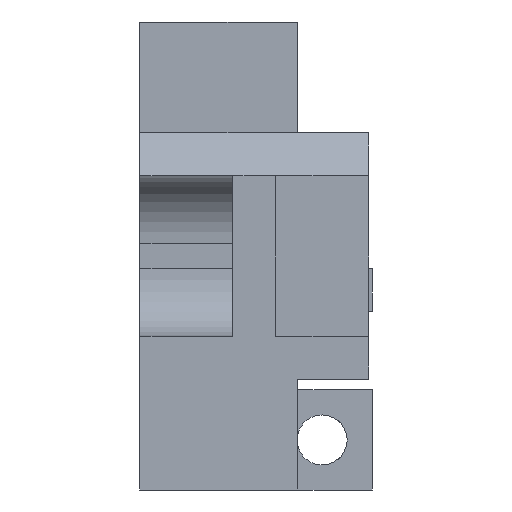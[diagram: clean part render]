
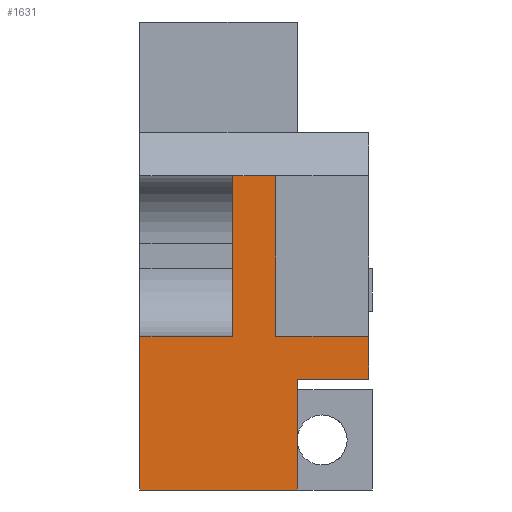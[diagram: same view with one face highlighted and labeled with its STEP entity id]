
A CAD part, left-side view. The second image highlights one B-rep face of the part: STEP entity #1631.
In plain terms, the highlighted planar face has unit normal (-1, 0, 0).
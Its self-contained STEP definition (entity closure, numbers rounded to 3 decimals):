
#42 = CARTESIAN_POINT ( 'NONE',  ( -80., 16., 10.75 ) ) ;
#126 = CARTESIAN_POINT ( 'NONE',  ( -80., 5., 0. ) ) ;
#134 = EDGE_CURVE ( 'NONE', #603, #2405, #950, .T. ) ;
#144 = EDGE_CURVE ( 'NONE', #2912, #1495, #3359, .T. ) ;
#148 = LINE ( 'NONE', #2842, #2760 ) ;
#219 = CARTESIAN_POINT ( 'NONE',  ( -80., 16., 0. ) ) ;
#240 = DIRECTION ( 'NONE',  ( 0., 0., -1. ) ) ;
#259 = CARTESIAN_POINT ( 'NONE',  ( -80., 16., 10.75 ) ) ;
#282 = EDGE_CURVE ( 'NONE', #2405, #3123, #148, .T. ) ;
#302 = EDGE_CURVE ( 'NONE', #1642, #3189, #2883, .T. ) ;
#411 = CARTESIAN_POINT ( 'NONE',  ( -80., 16., 7.75 ) ) ;
#479 = VECTOR ( 'NONE', #1453, 1000. ) ;
#534 = DIRECTION ( 'NONE',  ( 0., -1., 0. ) ) ;
#536 = EDGE_CURVE ( 'NONE', #1084, #542, #3261, .T. ) ;
#538 = EDGE_CURVE ( 'NONE', #542, #1495, #553, .T. ) ;
#542 = VERTEX_POINT ( 'NONE', #681 ) ;
#552 = DIRECTION ( 'NONE',  ( 0., -1., 0. ) ) ;
#553 = LINE ( 'NONE', #259, #479 ) ;
#603 = VERTEX_POINT ( 'NONE', #3720 ) ;
#681 = CARTESIAN_POINT ( 'NONE',  ( -80., 6.5, 10.75 ) ) ;
#689 = ORIENTED_EDGE ( 'NONE', *, *, #1448, .T. ) ;
#707 = CARTESIAN_POINT ( 'NONE',  ( -80., 9.5, 10.75 ) ) ;
#743 = ORIENTED_EDGE ( 'NONE', *, *, #3591, .F. ) ;
#863 = VECTOR ( 'NONE', #891, 1000. ) ;
#891 = DIRECTION ( 'NONE',  ( 0., 0., 1. ) ) ;
#950 = LINE ( 'NONE', #1468, #2509 ) ;
#1041 = ORIENTED_EDGE ( 'NONE', *, *, #134, .F. ) ;
#1084 = VERTEX_POINT ( 'NONE', #3652 ) ;
#1193 = ORIENTED_EDGE ( 'NONE', *, *, #302, .F. ) ;
#1276 = CARTESIAN_POINT ( 'NONE',  ( -80., 9.5, 22. ) ) ;
#1299 = DIRECTION ( 'NONE',  ( 0., 0., -1. ) ) ;
#1307 = ORIENTED_EDGE ( 'NONE', *, *, #282, .F. ) ;
#1351 = VECTOR ( 'NONE', #3240, 1000. ) ;
#1400 = DIRECTION ( 'NONE',  ( 0., 0., -1. ) ) ;
#1447 = ORIENTED_EDGE ( 'NONE', *, *, #538, .F. ) ;
#1448 = EDGE_CURVE ( 'NONE', #1642, #2912, #2345, .T. ) ;
#1453 = DIRECTION ( 'NONE',  ( 0., -1., 0. ) ) ;
#1468 = CARTESIAN_POINT ( 'NONE',  ( -80., 16., 7.75 ) ) ;
#1495 = VERTEX_POINT ( 'NONE', #2415 ) ;
#1496 = ORIENTED_EDGE ( 'NONE', *, *, #536, .F. ) ;
#1523 = AXIS2_PLACEMENT_3D ( 'NONE', #411, #3794, #1299 ) ;
#1631 = ADVANCED_FACE ( 'NONE', ( #3178 ), #2232, .F. ) ;
#1642 = VERTEX_POINT ( 'NONE', #2256 ) ;
#1650 = CARTESIAN_POINT ( 'NONE',  ( -80., 5., 0. ) ) ;
#1768 = EDGE_CURVE ( 'NONE', #603, #3189, #3258, .T. ) ;
#1950 = EDGE_LOOP ( 'NONE', ( #689, #2681, #1447, #1496, #743, #3793, #1307, #1041, #2782, #1193 ) ) ;
#2040 = CARTESIAN_POINT ( 'NONE',  ( -80., 5., 7.75 ) ) ;
#2106 = VECTOR ( 'NONE', #1400, 1000. ) ;
#2109 = CARTESIAN_POINT ( 'NONE',  ( -80., 0., 7.75 ) ) ;
#2232 = PLANE ( 'NONE',  #1523 ) ;
#2256 = CARTESIAN_POINT ( 'NONE',  ( -80., 5., 7.75 ) ) ;
#2281 = CARTESIAN_POINT ( 'NONE',  ( -80., 0., 7.75 ) ) ;
#2345 = LINE ( 'NONE', #2040, #2389 ) ;
#2389 = VECTOR ( 'NONE', #534, 1000. ) ;
#2402 = VECTOR ( 'NONE', #240, 1000. ) ;
#2405 = VERTEX_POINT ( 'NONE', #42 ) ;
#2415 = CARTESIAN_POINT ( 'NONE',  ( -80., 0., 10.75 ) ) ;
#2509 = VECTOR ( 'NONE', #3015, 1000. ) ;
#2601 = VECTOR ( 'NONE', #552, 1000. ) ;
#2681 = ORIENTED_EDGE ( 'NONE', *, *, #144, .T. ) ;
#2760 = VECTOR ( 'NONE', #3158, 1000. ) ;
#2782 = ORIENTED_EDGE ( 'NONE', *, *, #1768, .T. ) ;
#2842 = CARTESIAN_POINT ( 'NONE',  ( -80., 16., 10.75 ) ) ;
#2883 = LINE ( 'NONE', #126, #3338 ) ;
#2912 = VERTEX_POINT ( 'NONE', #2281 ) ;
#2938 = LINE ( 'NONE', #3873, #2601 ) ;
#3015 = DIRECTION ( 'NONE',  ( 0., 0., 1. ) ) ;
#3123 = VERTEX_POINT ( 'NONE', #707 ) ;
#3141 = VERTEX_POINT ( 'NONE', #1276 ) ;
#3158 = DIRECTION ( 'NONE',  ( 0., -1., 0. ) ) ;
#3178 = FACE_OUTER_BOUND ( 'NONE', #1950, .T. ) ;
#3189 = VERTEX_POINT ( 'NONE', #1650 ) ;
#3240 = DIRECTION ( 'NONE',  ( 0., -1., 0. ) ) ;
#3258 = LINE ( 'NONE', #219, #1351 ) ;
#3261 = LINE ( 'NONE', #3280, #2106 ) ;
#3280 = CARTESIAN_POINT ( 'NONE',  ( -80., 6.5, 0. ) ) ;
#3338 = VECTOR ( 'NONE', #3480, 1000. ) ;
#3359 = LINE ( 'NONE', #2109, #863 ) ;
#3480 = DIRECTION ( 'NONE',  ( 0., 0., -1. ) ) ;
#3591 = EDGE_CURVE ( 'NONE', #3141, #1084, #2938, .T. ) ;
#3620 = EDGE_CURVE ( 'NONE', #3141, #3123, #3856, .T. ) ;
#3652 = CARTESIAN_POINT ( 'NONE',  ( -80., 6.5, 22. ) ) ;
#3720 = CARTESIAN_POINT ( 'NONE',  ( -80., 16., 0. ) ) ;
#3793 = ORIENTED_EDGE ( 'NONE', *, *, #3620, .T. ) ;
#3794 = DIRECTION ( 'NONE',  ( 1., 0., 0. ) ) ;
#3856 = LINE ( 'NONE', #3889, #2402 ) ;
#3873 = CARTESIAN_POINT ( 'NONE',  ( -80., 9.5, 22. ) ) ;
#3889 = CARTESIAN_POINT ( 'NONE',  ( -80., 9.5, 0. ) ) ;
